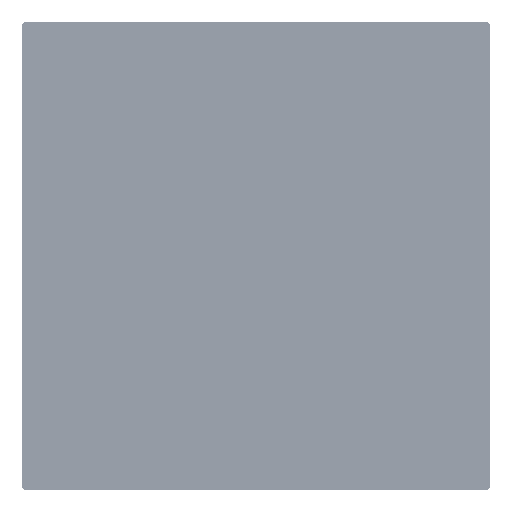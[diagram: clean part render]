
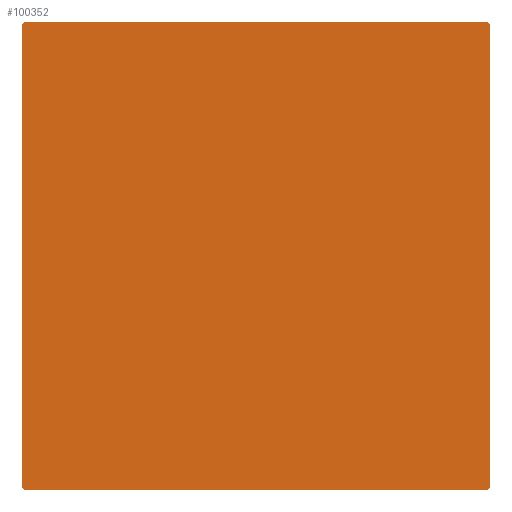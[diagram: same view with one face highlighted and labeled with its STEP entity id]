
A CAD part, front view. The second image highlights one B-rep face of the part: STEP entity #100352.
In plain terms, the highlighted face is planar.
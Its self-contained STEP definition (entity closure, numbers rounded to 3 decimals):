
#1900 = ORIENTED_EDGE ( 'NONE', *, *, #55322, .T. ) ;
#2892 = CARTESIAN_POINT ( 'NONE',  ( 0., 0., 30. ) ) ;
#3087 = VERTEX_POINT ( 'NONE', #8866 ) ;
#3718 = VERTEX_POINT ( 'NONE', #29483 ) ;
#7682 = AXIS2_PLACEMENT_3D ( 'NONE', #2892, #10035, #95925 ) ;
#8849 = EDGE_CURVE ( 'NONE', #38502, #71141, #44356, .T. ) ;
#8866 = CARTESIAN_POINT ( 'NONE',  ( 590., 600., 30. ) ) ;
#10035 = DIRECTION ( 'NONE',  ( 0., 0., 1. ) ) ;
#10742 = CIRCLE ( 'NONE', #67534, 10. ) ;
#10881 = DIRECTION ( 'NONE',  ( 1., 0., 0. ) ) ;
#13508 = DIRECTION ( 'NONE',  ( 0., -1., 0. ) ) ;
#13549 = DIRECTION ( 'NONE',  ( 1., 0., 0. ) ) ;
#14541 = CARTESIAN_POINT ( 'NONE',  ( 600., 590., 30. ) ) ;
#15789 = EDGE_CURVE ( 'NONE', #94661, #38502, #90965, .T. ) ;
#16194 = CIRCLE ( 'NONE', #45346, 10. ) ;
#16214 = CARTESIAN_POINT ( 'NONE',  ( -590., -590., 30. ) ) ;
#16292 = AXIS2_PLACEMENT_3D ( 'NONE', #16214, #86337, #93970 ) ;
#18637 = VECTOR ( 'NONE', #13508, 1000. ) ;
#19499 = EDGE_CURVE ( 'NONE', #62659, #39961, #20403, .T. ) ;
#20403 = LINE ( 'NONE', #90570, #76628 ) ;
#27303 = ORIENTED_EDGE ( 'NONE', *, *, #45239, .T. ) ;
#29483 = CARTESIAN_POINT ( 'NONE',  ( -590., 600., 30. ) ) ;
#31671 = EDGE_CURVE ( 'NONE', #71141, #62659, #98923, .T. ) ;
#37219 = DIRECTION ( 'NONE',  ( 1., 0., 0. ) ) ;
#38502 = VERTEX_POINT ( 'NONE', #82639 ) ;
#39961 = VERTEX_POINT ( 'NONE', #14541 ) ;
#41501 = FACE_OUTER_BOUND ( 'NONE', #60970, .T. ) ;
#44356 = LINE ( 'NONE', #67238, #62403 ) ;
#44461 = LINE ( 'NONE', #53084, #18637 ) ;
#44502 = CARTESIAN_POINT ( 'NONE',  ( 590., -590., 30. ) ) ;
#45239 = EDGE_CURVE ( 'NONE', #71690, #94661, #44461, .T. ) ;
#45346 = AXIS2_PLACEMENT_3D ( 'NONE', #88146, #71870, #10881 ) ;
#45661 = DIRECTION ( 'NONE',  ( 0., 1., 0. ) ) ;
#47712 = CARTESIAN_POINT ( 'NONE',  ( 590., -600., 30. ) ) ;
#50590 = DIRECTION ( 'NONE',  ( 1., 0., 0. ) ) ;
#52090 = DIRECTION ( 'NONE',  ( 0., 0., 1. ) ) ;
#52993 = CARTESIAN_POINT ( 'NONE',  ( -600., -590., 30. ) ) ;
#53084 = CARTESIAN_POINT ( 'NONE',  ( -600., 600., 30. ) ) ;
#54405 = ORIENTED_EDGE ( 'NONE', *, *, #19499, .T. ) ;
#55204 = VECTOR ( 'NONE', #95109, 1000. ) ;
#55322 = EDGE_CURVE ( 'NONE', #3087, #3718, #71706, .T. ) ;
#56775 = PLANE ( 'NONE',  #7682 ) ;
#57419 = ORIENTED_EDGE ( 'NONE', *, *, #8849, .T. ) ;
#58726 = CARTESIAN_POINT ( 'NONE',  ( -590., 590., 30. ) ) ;
#60970 = EDGE_LOOP ( 'NONE', ( #27303, #94417, #57419, #67718, #54405, #78449, #1900, #95814 ) ) ;
#62403 = VECTOR ( 'NONE', #37219, 1000. ) ;
#62659 = VERTEX_POINT ( 'NONE', #79119 ) ;
#64086 = CARTESIAN_POINT ( 'NONE',  ( -600., 600., 30. ) ) ;
#67238 = CARTESIAN_POINT ( 'NONE',  ( -600., -600., 30. ) ) ;
#67534 = AXIS2_PLACEMENT_3D ( 'NONE', #58726, #52090, #50590 ) ;
#67718 = ORIENTED_EDGE ( 'NONE', *, *, #31671, .T. ) ;
#70516 = EDGE_CURVE ( 'NONE', #39961, #3087, #16194, .T. ) ;
#71141 = VERTEX_POINT ( 'NONE', #47712 ) ;
#71487 = CARTESIAN_POINT ( 'NONE',  ( -600., 590., 30. ) ) ;
#71690 = VERTEX_POINT ( 'NONE', #71487 ) ;
#71706 = LINE ( 'NONE', #64086, #55204 ) ;
#71870 = DIRECTION ( 'NONE',  ( 0., 0., 1. ) ) ;
#76628 = VECTOR ( 'NONE', #45661, 1000. ) ;
#78449 = ORIENTED_EDGE ( 'NONE', *, *, #70516, .T. ) ;
#79119 = CARTESIAN_POINT ( 'NONE',  ( 600., -590., 30. ) ) ;
#81070 = AXIS2_PLACEMENT_3D ( 'NONE', #44502, #84654, #13549 ) ;
#82639 = CARTESIAN_POINT ( 'NONE',  ( -590., -600., 30. ) ) ;
#84654 = DIRECTION ( 'NONE',  ( 0., 0., 1. ) ) ;
#86337 = DIRECTION ( 'NONE',  ( 0., 0., 1. ) ) ;
#88146 = CARTESIAN_POINT ( 'NONE',  ( 590., 590., 30. ) ) ;
#90570 = CARTESIAN_POINT ( 'NONE',  ( 600., 600., 30. ) ) ;
#90965 = CIRCLE ( 'NONE', #16292, 10. ) ;
#93970 = DIRECTION ( 'NONE',  ( 1., 0., 0. ) ) ;
#94417 = ORIENTED_EDGE ( 'NONE', *, *, #15789, .T. ) ;
#94661 = VERTEX_POINT ( 'NONE', #52993 ) ;
#95109 = DIRECTION ( 'NONE',  ( -1., 0., 0. ) ) ;
#95814 = ORIENTED_EDGE ( 'NONE', *, *, #96244, .T. ) ;
#95925 = DIRECTION ( 'NONE',  ( 1., 0., 0. ) ) ;
#96244 = EDGE_CURVE ( 'NONE', #3718, #71690, #10742, .T. ) ;
#98923 = CIRCLE ( 'NONE', #81070, 10. ) ;
#100352 = ADVANCED_FACE ( 'NONE', ( #41501 ), #56775, .T. ) ;
